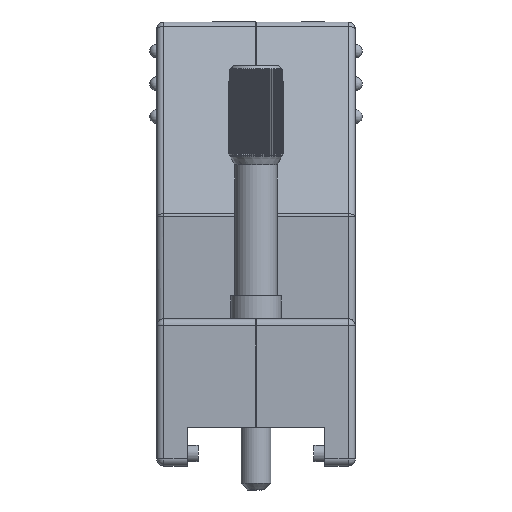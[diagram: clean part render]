
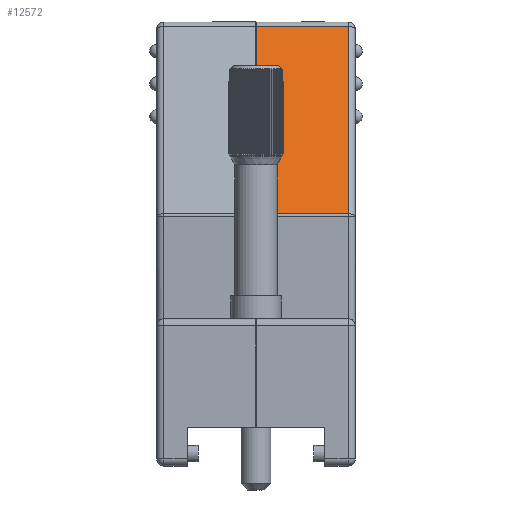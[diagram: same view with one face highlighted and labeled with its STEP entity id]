
A CAD part, left-side view. The second image highlights one B-rep face of the part: STEP entity #12572.
In plain terms, the highlighted planar face has unit normal (-0.929, 0, 0.37).
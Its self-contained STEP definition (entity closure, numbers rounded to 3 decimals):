
#150=PLANE('',#15814);
#1689=ORIENTED_EDGE('',*,*,#5578,.T.);
#1690=ORIENTED_EDGE('',*,*,#5579,.T.);
#1691=ORIENTED_EDGE('',*,*,#5528,.T.);
#1692=ORIENTED_EDGE('',*,*,#5580,.T.);
#5528=EDGE_CURVE('',#7479,#7480,#8747,.T.);
#5578=EDGE_CURVE('',#7515,#7516,#8790,.F.);
#5579=EDGE_CURVE('',#7516,#7479,#8791,.T.);
#5580=EDGE_CURVE('',#7480,#7515,#8792,.F.);
#7479=VERTEX_POINT('',#20649);
#7480=VERTEX_POINT('',#20650);
#7515=VERTEX_POINT('',#20744);
#7516=VERTEX_POINT('',#20745);
#8747=LINE('',#20648,#9766);
#8790=LINE('',#20743,#9809);
#8791=LINE('',#20746,#9810);
#8792=LINE('',#20747,#9811);
#9766=VECTOR('',#17120,1000.);
#9809=VECTOR('',#17195,1000.);
#9810=VECTOR('',#17196,1000.);
#9811=VECTOR('',#17197,1000.);
#10744=EDGE_LOOP('',(#1689,#1690,#1691,#1692));
#11550=FACE_BOUND('',#10744,.T.);
#12572=ADVANCED_FACE('',(#11550),#150,.F.);
#15814=AXIS2_PLACEMENT_3D('',#20742,#17193,#17194);
#17120=DIRECTION('',(-0.37,0.,-0.929));
#17193=DIRECTION('',(0.929,0.,-0.37));
#17194=DIRECTION('',(-0.37,0.,-0.929));
#17195=DIRECTION('',(-0.37,0.,-0.929));
#17196=DIRECTION('',(0.,1.,0.));
#17197=DIRECTION('',(0.,1.,0.));
#20648=CARTESIAN_POINT('',(-20.3,4.55,4.75));
#20649=CARTESIAN_POINT('',(-13.413,4.55,22.041));
#20650=CARTESIAN_POINT('',(-20.254,4.55,4.866));
#20742=CARTESIAN_POINT('',(-20.3,-4.55,4.75));
#20743=CARTESIAN_POINT('',(-13.25,-3.9,22.45));
#20744=CARTESIAN_POINT('',(-20.254,-3.9,4.866));
#20745=CARTESIAN_POINT('',(-13.413,-3.9,22.041));
#20746=CARTESIAN_POINT('',(-13.413,-4.55,22.041));
#20747=CARTESIAN_POINT('',(-20.254,-4.55,4.866));
